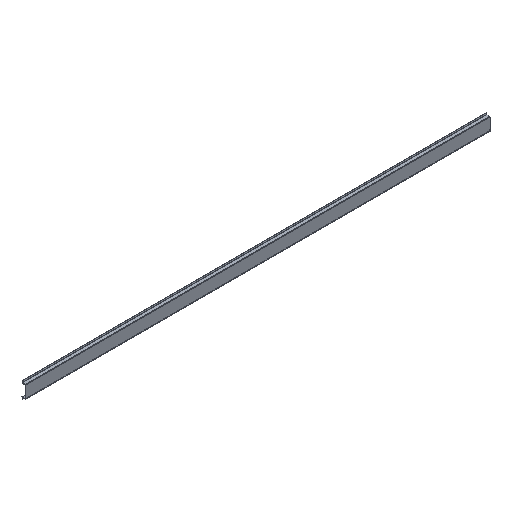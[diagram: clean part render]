
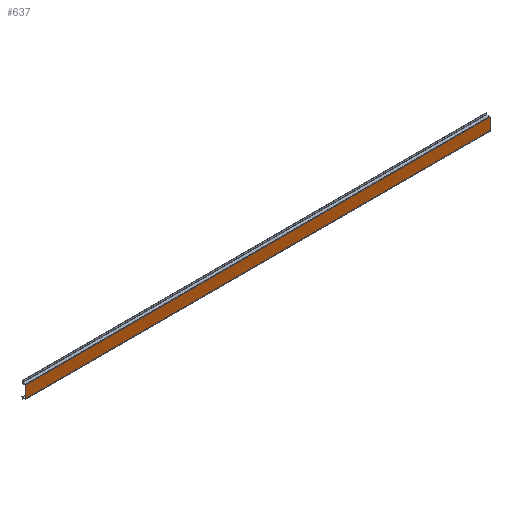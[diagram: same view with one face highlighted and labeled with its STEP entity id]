
A CAD part, isometric view. The second image highlights one B-rep face of the part: STEP entity #637.
In plain terms, the highlighted planar face has unit normal (0, -1, 0).
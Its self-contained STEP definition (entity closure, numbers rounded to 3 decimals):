
#56 = EDGE_LOOP ( 'NONE', ( #126, #107, #140, #133 ) ) ;
#73 = VERTEX_POINT ( 'NONE', #253 ) ;
#82 = VERTEX_POINT ( 'NONE', #89 ) ;
#89 = CARTESIAN_POINT ( 'NONE',  ( 1000., 0., 26.3 ) ) ;
#99 = VERTEX_POINT ( 'NONE', #244 ) ;
#107 = ORIENTED_EDGE ( 'NONE', *, *, #630, .F. ) ;
#117 = VERTEX_POINT ( 'NONE', #219 ) ;
#126 = ORIENTED_EDGE ( 'NONE', *, *, #584, .T. ) ;
#133 = ORIENTED_EDGE ( 'NONE', *, *, #605, .T. ) ;
#140 = ORIENTED_EDGE ( 'NONE', *, *, #608, .F. ) ;
#219 = CARTESIAN_POINT ( 'NONE',  ( 1000., 0., 0. ) ) ;
#244 = CARTESIAN_POINT ( 'NONE',  ( 0., 0., 26.3 ) ) ;
#253 = CARTESIAN_POINT ( 'NONE',  ( 0., 0., 0. ) ) ;
#338 = CARTESIAN_POINT ( 'NONE',  ( 0., 0., 26.3 ) ) ;
#350 = DIRECTION ( 'NONE',  ( 0., 0., -1. ) ) ;
#362 = LINE ( 'NONE', #338, #695 ) ;
#392 = DIRECTION ( 'NONE',  ( -1., 0., 0. ) ) ;
#408 = LINE ( 'NONE', #409, #743 ) ;
#409 = CARTESIAN_POINT ( 'NONE',  ( 1000., 0., 26.3 ) ) ;
#432 = DIRECTION ( 'NONE',  ( 0., 0., -1. ) ) ;
#441 = LINE ( 'NONE', #453, #756 ) ;
#453 = CARTESIAN_POINT ( 'NONE',  ( 1000., 0., 26.3 ) ) ;
#472 = DIRECTION ( 'NONE',  ( 0., 1., 0. ) ) ;
#475 = CARTESIAN_POINT ( 'NONE',  ( 1000., 0., 26.3 ) ) ;
#478 = PLANE ( 'NONE',  #740 ) ;
#480 = LINE ( 'NONE', #485, #700 ) ;
#485 = CARTESIAN_POINT ( 'NONE',  ( 1000., 0., 0. ) ) ;
#486 = DIRECTION ( 'NONE',  ( 0., 0., 1. ) ) ;
#502 = DIRECTION ( 'NONE',  ( -1., 0., 0. ) ) ;
#505 = FACE_OUTER_BOUND ( 'NONE', #56, .T. ) ;
#584 = EDGE_CURVE ( 'NONE', #99, #73, #362, .T. ) ;
#605 = EDGE_CURVE ( 'NONE', #82, #99, #408, .T. ) ;
#608 = EDGE_CURVE ( 'NONE', #82, #117, #441, .T. ) ;
#630 = EDGE_CURVE ( 'NONE', #117, #73, #480, .T. ) ;
#637 = ADVANCED_FACE ( 'NONE', ( #505 ), #478, .F. ) ;
#695 = VECTOR ( 'NONE', #350, 1000. ) ;
#700 = VECTOR ( 'NONE', #502, 1000. ) ;
#740 = AXIS2_PLACEMENT_3D ( 'NONE', #475, #472, #486 ) ;
#743 = VECTOR ( 'NONE', #392, 1000. ) ;
#756 = VECTOR ( 'NONE', #432, 1000. ) ;
